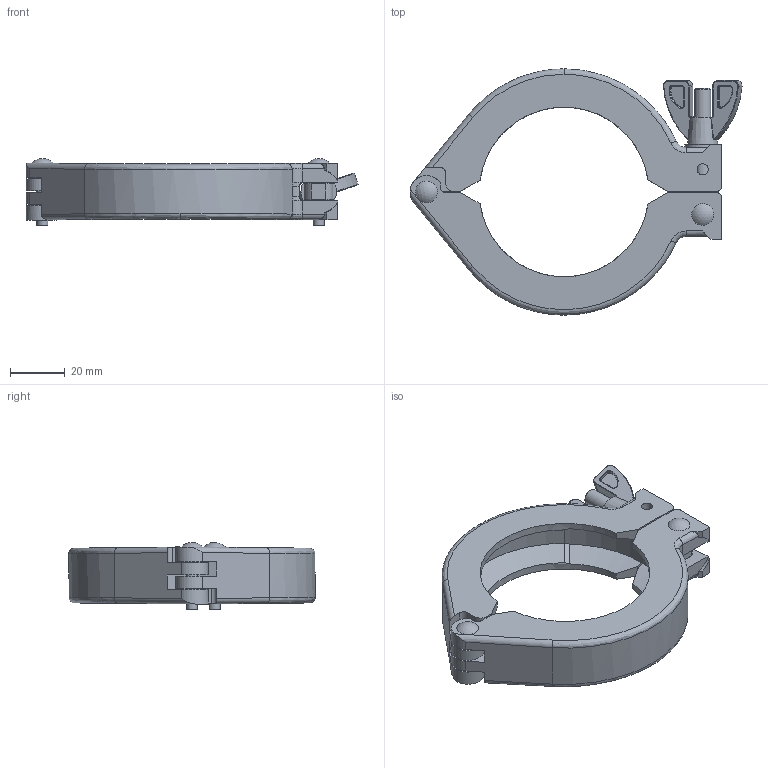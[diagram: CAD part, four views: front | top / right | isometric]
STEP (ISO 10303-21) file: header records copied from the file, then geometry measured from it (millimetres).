
FILE_DESCRIPTION(/* description */ (''),/* implementation_level */ '2;1');
FILE_NAME(/* name */ 'FL-C50KF.stp',/* time_stamp */ '2018-03-28T12:08:15+01:00',/* author */ ('paul'),/* organization */ (''),/* preprocessor_version */ 'ST-DEVELOPER v17',/* originating_system */ 'Autodesk Inventor 2018',/* authorisation */ '');
FILE_SCHEMA (('AUTOMOTIVE_DESIGN { 1 0 10303 214 3 1 1 }'));
Length unit declared in the file: millimetre
Products named in the file (6): 21010911(no logo); 21010911-1; 5035MWMZV; 5007BMFEUFV2; 5022BMFC6G2; 5032E1BMV2
Assembly tree (7 placements, depth 2):
  21010911(no logo)
    21010911-1  x2
    5035MWMZV  x2
    5007BMFEUFV2
    5022BMFC6G2
    5032E1BMV2
Bounding box: 121.36 x 90 x 24.46 mm (x, y, z)
Volume: 54622.8 mm3; surface area: 28883.1 mm2
Topology: 7 solids, 7 shells, 342 faces, 875 edges, 553 vertices
Faces by surface type: cylinder 126, plane 107, torus 55, bspline 37, cone 15, sphere 2
Full cylindrical faces by diameter (mm): 3.3 x2, 4 x2, 4.1 x8, 4.5 x1, 5 x1, 5.3 x1, 6 x1, 6.4 x1, 13 x1
Entity records: 8936 total; most frequent: CARTESIAN_POINT 2498, DIRECTION 1396, ORIENTED_EDGE 1284, EDGE_CURVE 642, AXIS2_PLACEMENT_3D 574, VERTEX_POINT 400, CIRCLE 284, EDGE_LOOP 280
